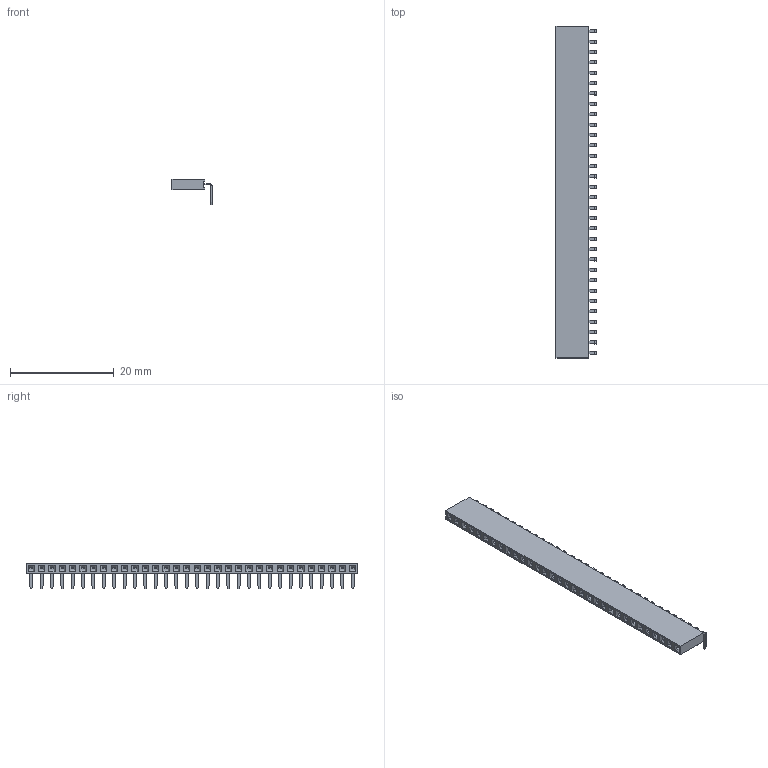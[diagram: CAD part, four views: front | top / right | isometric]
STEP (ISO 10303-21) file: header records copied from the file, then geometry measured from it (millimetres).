
FILE_DESCRIPTION(/* description */ ('model of PinSocket_1x32_P2.00mm_Horizontal'),/* implementation_level */ '2;1');
FILE_NAME(/* name */ 'PinSocket_1x32_P2.00mm_Horizontal.step',/* time_stamp */ '2017-11-27T04:07:14',/* author */ ('Terje Io','https://github.com/terjeio'),/* organization */ ('FreeCAD'),/* preprocessor_version */ 'OCC',/* originating_system */ 'kicad StepUp',/* authorisation */ '');
FILE_SCHEMA(('AUTOMOTIVE_DESIGN_CC2 { 1 2 10303 214 -1 1 5 4 }'));
Length unit declared in the file: millimetre
Products named in the file (1): PinSocket_1x32_P200mm_Horizontal
Bounding box: 7.72 x 64 x 4.9 mm (x, y, z)
Volume: 751.9 mm3; surface area: 1826.4 mm2
Topology: 1 solids, 1 shells, 1130 faces, 2968 edges, 1936 vertices
Faces by surface type: plane 1066, cylinder 64
Entity records: 41939 total; most frequent: CARTESIAN_POINT 6035, ORIENTED_EDGE 5936, DIRECTION 5358, EDGE_CURVE 2968, LINE 2840, VECTOR 2840, VERTEX_POINT 1936, AXIS2_PLACEMENT_3D 1259
